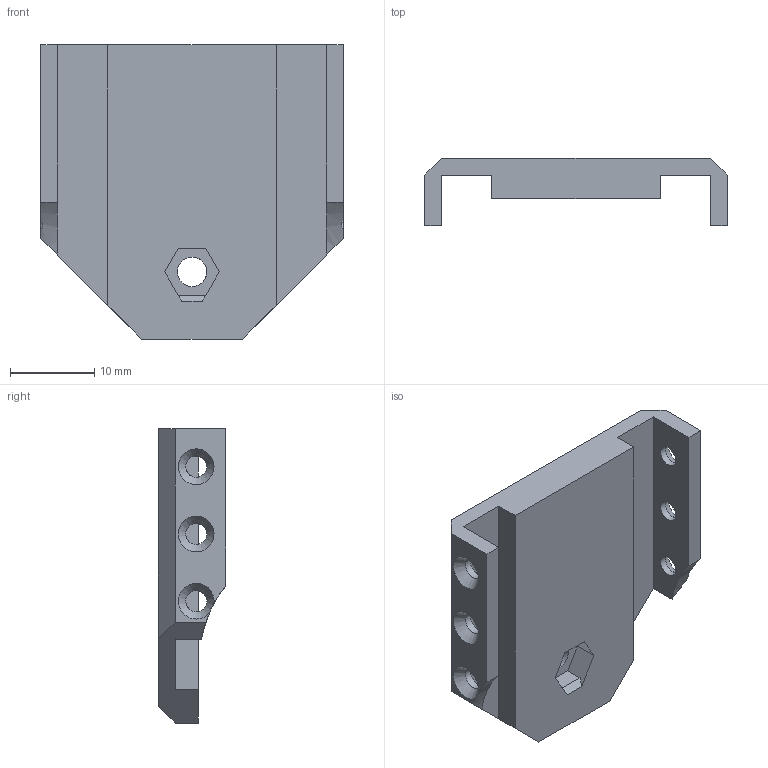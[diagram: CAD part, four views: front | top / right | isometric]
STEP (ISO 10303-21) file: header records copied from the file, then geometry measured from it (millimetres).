
FILE_DESCRIPTION(('FreeCAD Model'),'2;1');
FILE_NAME('tobillo2.step', '2015-04-08T01:53:24',('FreeCAD'),('FreeCAD'), 'Open CASCADE STEP processor 6.7','FreeCAD','Unknown');
FILE_SCHEMA(('AUTOMOTIVE_DESIGN_CC2 { 1 2 10303 214 -1 1 5 4 }'));
Length unit declared in the file: millimetre
Products named in the file (1): tobillo2
Bounding box: 36 x 8 x 35 mm (x, y, z)
Volume: 4350 mm3; surface area: 3357.7 mm2
Topology: 1 solids, 1 shells, 42 faces, 125 edges, 84 vertices
Faces by surface type: plane 27, cylinder 9, cone 6
Full cylindrical faces by diameter (mm): 2.5 x6, 3.5 x1
Entity records: 4208 total; most frequent: CARTESIAN_POINT 1542, DIRECTION 386, ORIENTED_EDGE 250, PCURVE 250, DEFINITIONAL_REPRESENTATION 250, LINE 232, VECTOR 232, EDGE_CURVE 125
